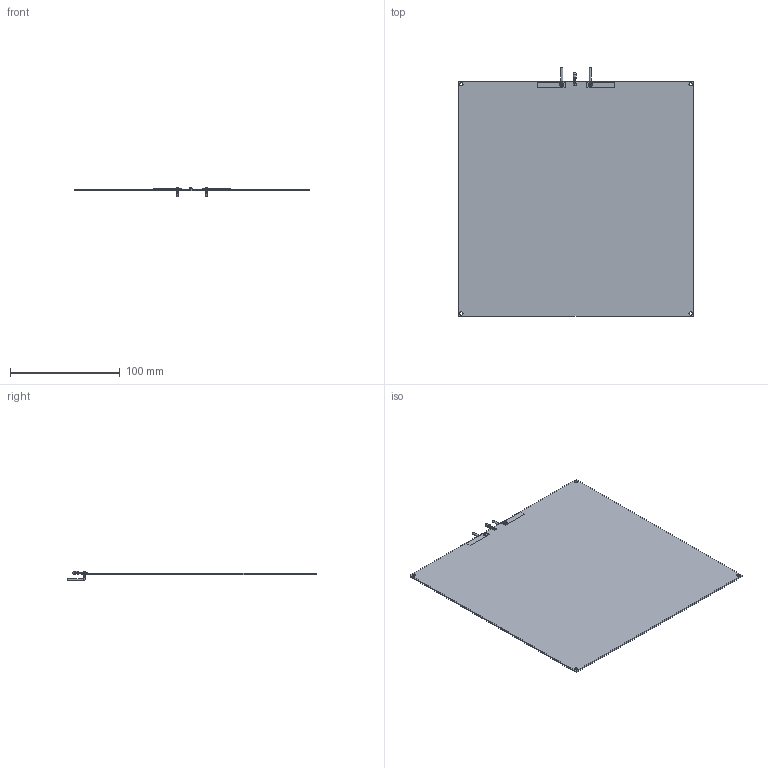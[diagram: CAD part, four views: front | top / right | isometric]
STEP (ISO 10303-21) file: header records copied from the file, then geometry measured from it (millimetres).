
FILE_DESCRIPTION(('FreeCAD Model'),'2;1');
FILE_NAME( 'CamaCaliente.step', '2014-09-13T13:08:12',('FreeCAD'),('FreeCAD'), 'Open CASCADE STEP processor 6.7','FreeCAD','Unknown');
FILE_SCHEMA(('AUTOMOTIVE_DESIGN_CC2 { 1 2 10303 214 -1 1 5 4 }'));
Length unit declared in the file: millimetre
Products named in the file (7): FundaLed; Led; SoldaduraNegro; CableNegro; SoldaduraRojo; CableRojo; MultiTransform
Bounding box: 214 x 226.5 x 8.61 mm (x, y, z)
Volume: 69081.2 mm3; surface area: 93874.8 mm2
Topology: 8 solids, 8 shells, 98 faces, 199 edges, 125 vertices
Faces by surface type: plane 67, cylinder 26, torus 4, sphere 1
Full cylindrical faces by diameter (mm): 1.6 x4, 2 x4, 2.8 x1, 3 x5, 4 x4
Entity records: 5319 total; most frequent: CARTESIAN_POINT 993, DIRECTION 796, LINE 463, VECTOR 463, ORIENTED_EDGE 394, PCURVE 394, DEFINITIONAL_REPRESENTATION 394, EDGE_CURVE 197
